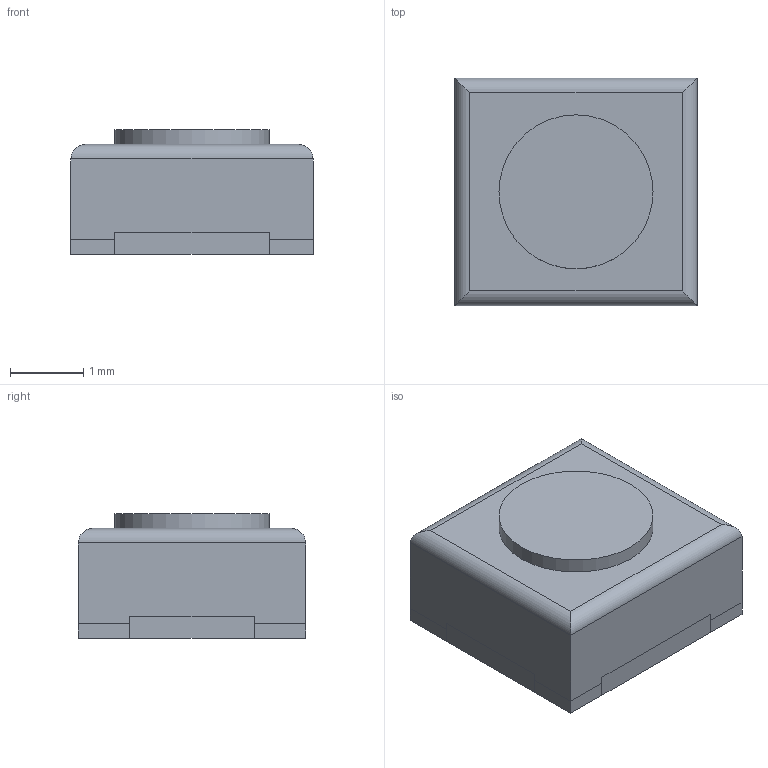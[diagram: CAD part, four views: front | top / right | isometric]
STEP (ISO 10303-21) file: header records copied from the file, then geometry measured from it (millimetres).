
FILE_DESCRIPTION(/* description */ (''),/* implementation_level */ '2;1');
FILE_NAME(/* name */ 'LS39G5F-T.step',/* time_stamp */ '2024-07-01T04:59:35-04:00',/* author */ (''),/* organization */ (''),/* preprocessor_version */ 'ST-DEVELOPER v20',/* originating_system */ 'Autodesk Translation Framework v13.14.0.145',/* authorisation */ '');
FILE_SCHEMA (('AUTOMOTIVE_DESIGN { 1 0 10303 214 3 1 1 }'));
Length unit declared in the file: millimetre
Products named in the file (1): FusionComponent
Bounding box: 3.3 x 3.1 x 1.7 mm (x, y, z)
Volume: 16.3 mm3; surface area: 79.9 mm2
Topology: 7 solids, 7 shells, 64 faces, 146 edges, 96 vertices
Faces by surface type: plane 58, cylinder 6
Full cylindrical faces by diameter (mm): 2.1 x2
Entity records: 1818 total; most frequent: CARTESIAN_POINT 307, ORIENTED_EDGE 292, DIRECTION 284, EDGE_CURVE 146, LINE 138, VECTOR 138, VERTEX_POINT 96, AXIS2_PLACEMENT_3D 73
